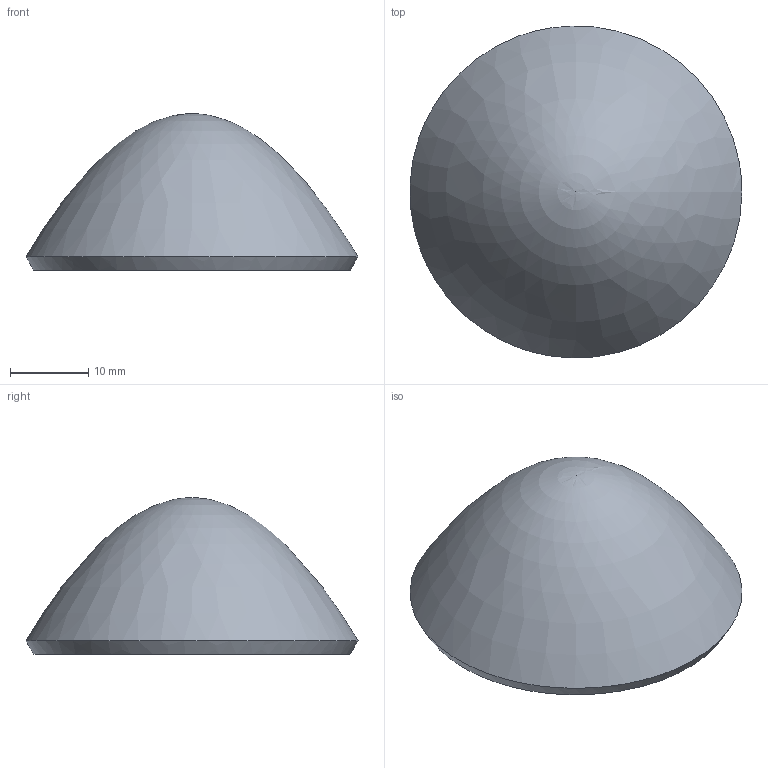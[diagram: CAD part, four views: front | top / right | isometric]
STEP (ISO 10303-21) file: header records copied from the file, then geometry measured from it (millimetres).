
FILE_DESCRIPTION(/* description */ (''),/* implementation_level */ '2;1');
FILE_NAME(/* name */ 'Maker''s Muse/Footage/2020/Easter Egg 2020/Final Puzzle Egg/Step Files/Top.step',/* time_stamp */ '2020-04-02T00:34:57+11:00',/* author */ (''),/* organization */ (''),/* preprocessor_version */ 'ST-DEVELOPER v18',/* originating_system */ 'Autodesk Translation Framework v8.12.0.6',/* authorisation */ '');
FILE_SCHEMA (('AUTOMOTIVE_DESIGN { 1 0 10303 214 3 1 1 }'));
Length unit declared in the file: millimetre
Products named in the file (1): Top
Bounding box: 42.38 x 42.4 x 20 mm (x, y, z)
Volume: 13088.4 mm3; surface area: 4216.6 mm2
Topology: 1 solids, 1 shells, 23 faces, 67 edges, 40 vertices
Faces by surface type: sphere 9, cylinder 4, cone 3, torus 3, bspline 2, plane 2
Full cylindrical faces by diameter (mm): 16.8 x1
Entity records: 1208 total; most frequent: CARTESIAN_POINT 644, ORIENTED_EDGE 114, DIRECTION 102, EDGE_CURVE 57, AXIS2_PLACEMENT_3D 47, VERTEX_POINT 40, EDGE_LOOP 27, CIRCLE 25
